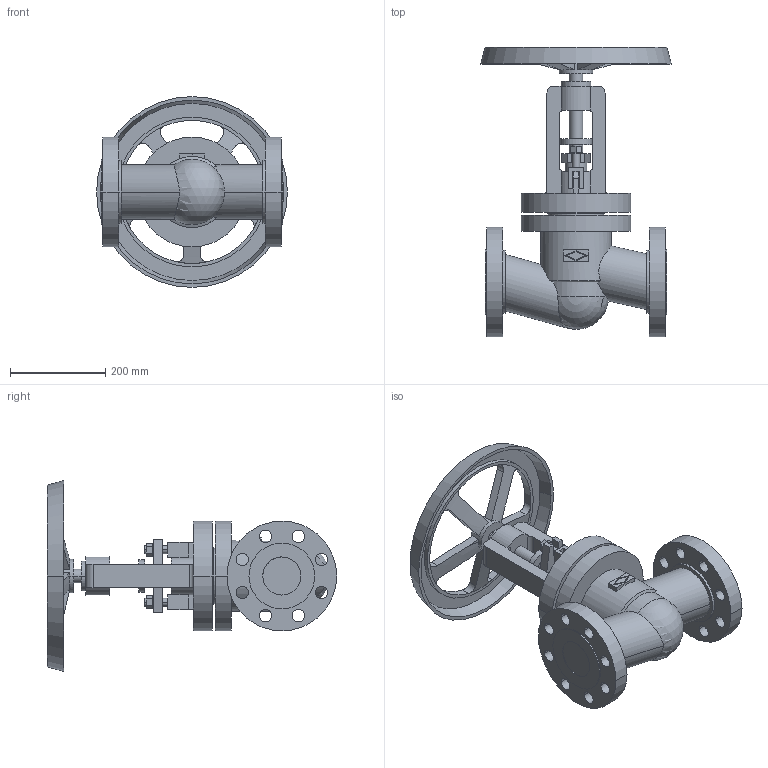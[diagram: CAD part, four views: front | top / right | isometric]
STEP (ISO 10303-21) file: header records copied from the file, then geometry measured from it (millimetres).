
FILE_DESCRIPTION( ( '' ), '1' );
FILE_NAME( 'c000006137.stp', '2016-02-26T12:04:20', ( '' ), ( '' ), ' ', ' ', ' ' );
FILE_SCHEMA( ( 'CONFIG_CONTROL_DESIGN' ) );
Length unit declared in the file: millimetre
Products named in the file (2): 1; 2
Bounding box: 400 x 607 x 400 mm (x, y, z)
Volume: 13233812.2 mm3; surface area: 983964.8 mm2
Topology: 2 solids, 2 shells, 279 faces, 724 edges, 474 vertices
Faces by surface type: cylinder 129, plane 129, cone 20, sphere 1
Entity records: 9588 total; most frequent: CARTESIAN_POINT 2449, DIRECTION 1504, ORIENTED_EDGE 1444, EDGE_CURVE 722, AXIS2_PLACEMENT_3D 561, VERTEX_POINT 474, LINE 382, VECTOR 382
